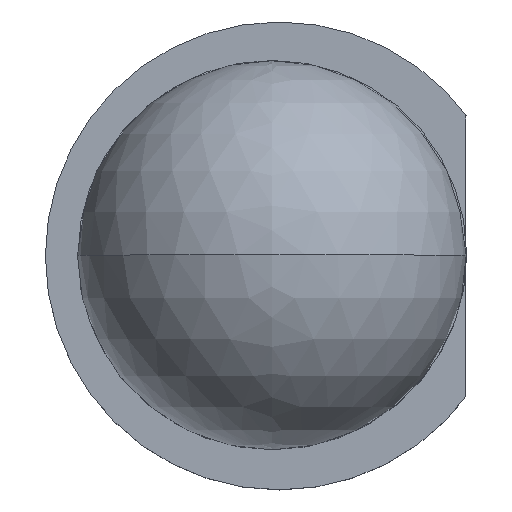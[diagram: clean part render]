
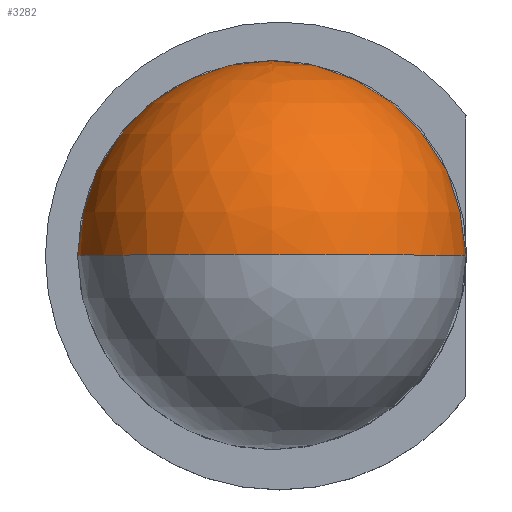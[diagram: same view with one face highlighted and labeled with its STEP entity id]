
A CAD part, top view. The second image highlights one B-rep face of the part: STEP entity #3282.
In plain terms, the highlighted spherical face has radius 2.5 mm.
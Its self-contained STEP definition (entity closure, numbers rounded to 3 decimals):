
#1018 = CIRCLE ( 'NONE', #1058, 2.5 ) ;
#1056 = DIRECTION ( 'NONE',  ( 0., 0., 1. ) ) ;
#1057 = DIRECTION ( 'NONE',  ( 0., 1., 0. ) ) ;
#1058 = AXIS2_PLACEMENT_3D ( 'NONE', #1061, #1057, #1056 ) ;
#1061 = CARTESIAN_POINT ( 'NONE',  ( 0., 0., 0. ) ) ;
#1181 = CARTESIAN_POINT ( 'NONE',  ( -2.5, 0., 0. ) ) ;
#1260 = CARTESIAN_POINT ( 'NONE',  ( 2.5, 0., 0. ) ) ;
#1570 = CIRCLE ( 'NONE', #1597, 2.5 ) ;
#1575 = FACE_OUTER_BOUND ( 'NONE', #3297, .T. ) ;
#1581 = AXIS2_PLACEMENT_3D ( 'NONE', #1630, #1629, #1628 ) ;
#1594 = DIRECTION ( 'NONE',  ( 0., 0., -1. ) ) ;
#1595 = DIRECTION ( 'NONE',  ( 0., -1., 0. ) ) ;
#1596 = CARTESIAN_POINT ( 'NONE',  ( 0., 0., 0. ) ) ;
#1597 = AXIS2_PLACEMENT_3D ( 'NONE', #1596, #1595, #1594 ) ;
#1602 = SPHERICAL_SURFACE ( 'NONE', #1581, 2.5 ) ;
#1628 = DIRECTION ( 'NONE',  ( 0., 0., 1. ) ) ;
#1629 = DIRECTION ( 'NONE',  ( 0., -1., 0. ) ) ;
#1630 = CARTESIAN_POINT ( 'NONE',  ( 0., 0., 0. ) ) ;
#3088 = EDGE_CURVE ( 'NONE', #3155, #3187, #1018, .T. ) ;
#3155 = VERTEX_POINT ( 'NONE', #1181 ) ;
#3187 = VERTEX_POINT ( 'NONE', #1260 ) ;
#3255 = ORIENTED_EDGE ( 'NONE', *, *, #3088, .T. ) ;
#3278 = ORIENTED_EDGE ( 'NONE', *, *, #3281, .F. ) ;
#3281 = EDGE_CURVE ( 'NONE', #3155, #3187, #1570, .T. ) ;
#3282 = ADVANCED_FACE ( 'NONE', ( #1575 ), #1602, .T. ) ;
#3297 = EDGE_LOOP ( 'NONE', ( #3278, #3255 ) ) ;
